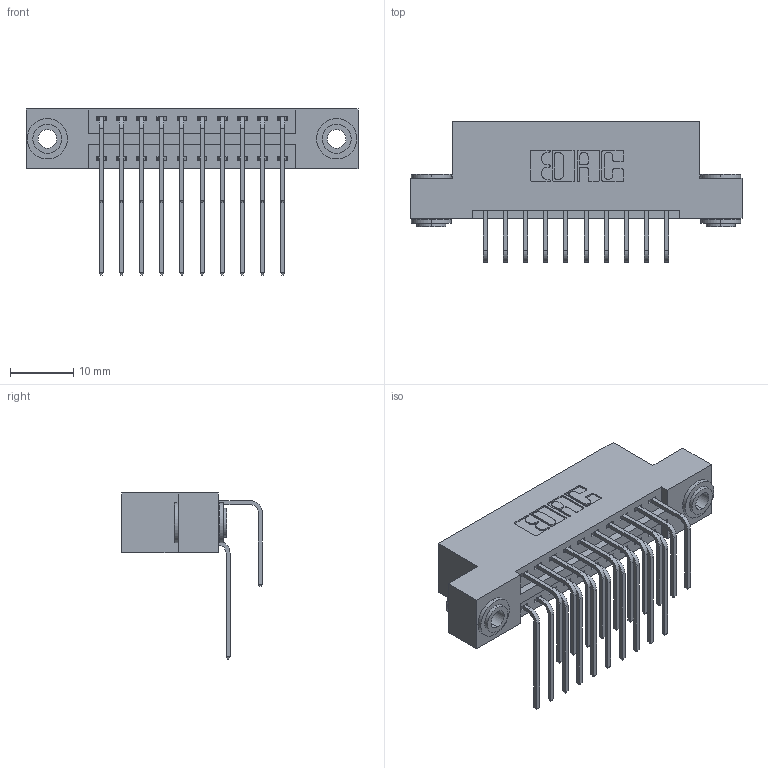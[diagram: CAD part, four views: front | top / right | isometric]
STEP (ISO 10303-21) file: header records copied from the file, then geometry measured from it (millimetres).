
FILE_DESCRIPTION (( 'STEP AP203' ), '1' );
FILE_NAME ('346-020-558-203.STEP', '2022-05-18T19:55:19', ( '' ), ( '' ), 'SwSTEP 2.0', 'SolidWorks 2020', '' );
FILE_SCHEMA (( 'CONFIG_CONTROL_DESIGN' ));
Length unit declared in the file: inch
Products named in the file (5): 346-020-558-203; 345-292-001_558 559 Tail - 1; 346 Part_Flush Mounting Lugs - 0.156 Dia-TH; 345-292-001_558 Tail - 2; 345-250-002_345-250-002-102
Assembly tree (23 placements, depth 2):
  346-020-558-203
    346 Part_Flush Mounting Lugs - 0.156 Dia-TH
    345-292-001_558 559 Tail - 1  x10
    345-292-001_558 Tail - 2  x10
    345-250-002_345-250-002-102  x2
Bounding box: 52.32 x 22.16 x 26.16 mm (x, y, z)
Volume: 4970.4 mm3; surface area: 7131.4 mm2
Topology: 23 solids, 23 shells, 1254 faces, 3661 edges, 2410 vertices
Faces by surface type: plane 840, cylinder 406, cone 8
Entity records: 13684 total; most frequent: CARTESIAN_POINT 2332, ORIENTED_EDGE 2206, DIRECTION 2109, EDGE_CURVE 1103, VECTOR 867, LINE 867, VERTEX_POINT 730, AXIS2_PLACEMENT_3D 621
